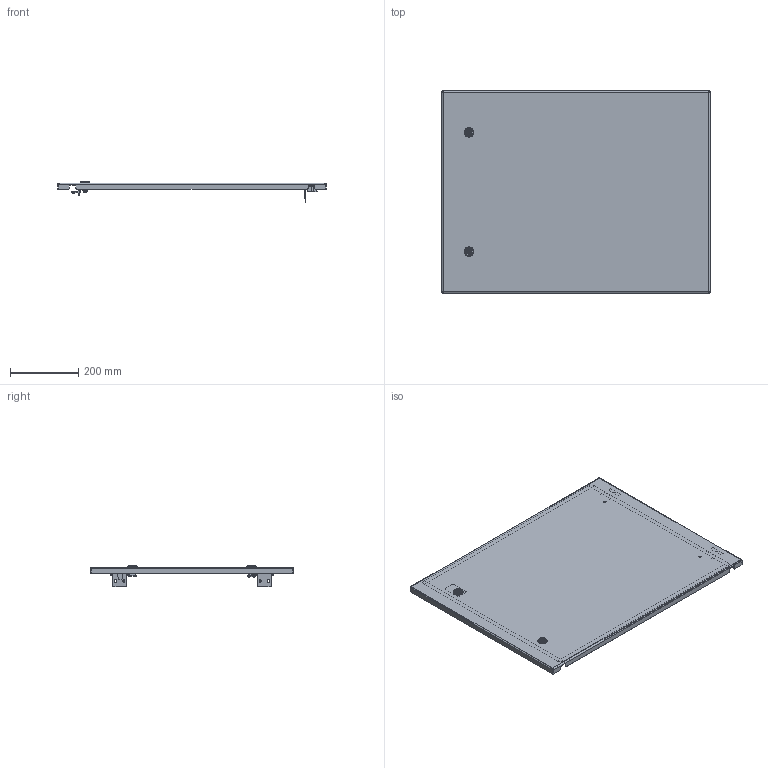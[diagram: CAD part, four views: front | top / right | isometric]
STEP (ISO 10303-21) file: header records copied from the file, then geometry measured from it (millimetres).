
FILE_DESCRIPTION (( 'STEP AP214' ), '1' );
FILE_NAME ('648.060.STEP', '2024-10-15T04:45:25', ( '' ), ( '' ), 'SwSTEP 2.0', 'SolidWorks 2021', '' );
FILE_SCHEMA (( 'AUTOMOTIVE_DESIGN' ));
Length unit declared in the file: millimetre
Products named in the file (22): 630.000; Øïèëüêà ïðèâàðíàÿ Ì6õ16; 648.060; _____.STEP; ______________ ______.STEP; Ïåòëÿ ùèòîâàÿ ïðèâàðíàÿ; 嵑謺麃; Çàìîê ïîä äâå áîðîäêè Z ðèãåëåì.STEP; 630.002; 1209100038(M6x8 Kombi Vida)_sss.STEP; 2102200253-YEN_ PANO K_L_T KOVANI KROM.STEP; Äâåðü W800H600; Äâåðíîå ïîëîòíî W800H600; 1207100236-Pano Kilit Yay_-1.STEP; Ðåçèíêà øàðíèðà; Áîëò Ì5õ10 ñ øåñòèãðàííîé ãîëîâêîé ñ ïðåññøàéáîé; 2311050230-plastik-rondela.STEP; ______ Z 3__.STEP; 嵑謺麃 瀁蠉澼鍣 094; Ãàñêåòèíã äâåðè W800H600; 2101350253-15-DB15mm YEN_ G_BEK.STEP; Âòóëêà øàðíèðà
Assembly tree (29 placements, depth 3):
  648.060
    Äâåðü W800H600
      Äâåðíîå ïîëîòíî W800H600
      Ïåòëÿ ùèòîâàÿ ïðèâàðíàÿ  x2
      Øïèëüêà ïðèâàðíàÿ Ì6õ16  x2
      Ãàñêåòèíã äâåðè W800H600
    630.000  x2
    630.002
    嵑謺麃 瀁蠉澼鍣 094  x2
      嵑謺麃
      Âòóëêà øàðíèðà
      Ðåçèíêà øàðíèðà
    Çàìîê ïîä äâå áîðîäêè Z ðèãåëåì.STEP  x2
      2102200253-YEN_ PANO K_L_T KOVANI KROM.STEP
      1207100236-Pano Kilit Yay_-1.STEP
      2311050230-plastik-rondela.STEP
      1209100038(M6x8 Kombi Vida)_sss.STEP
      2101350253-15-DB15mm YEN_ G_BEK.STEP
      _____.STEP
      ______________ ______.STEP
      ______ Z 3__.STEP
    Áîëò Ì5õ10 ñ øåñòèãðàííîé ãîëîâêîé ñ ïðåññøàéáîé  x4
Bounding box: 789 x 595 x 63.37 mm (x, y, z)
Volume: 1202334.9 mm3; surface area: 1164176.6 mm2
Topology: 83 solids, 83 shells, 1882 faces, 4550 edges, 2902 vertices
Faces by surface type: plane 781, cylinder 599, bspline 356, cone 82, torus 64
Entity records: 68980 total; most frequent: CARTESIAN_POINT 46725, ORIENTED_EDGE 4714, DIRECTION 3928, EDGE_CURVE 2357, VERTEX_POINT 1501, AXIS2_PLACEMENT_3D 1354, LINE 1220, VECTOR 1220
